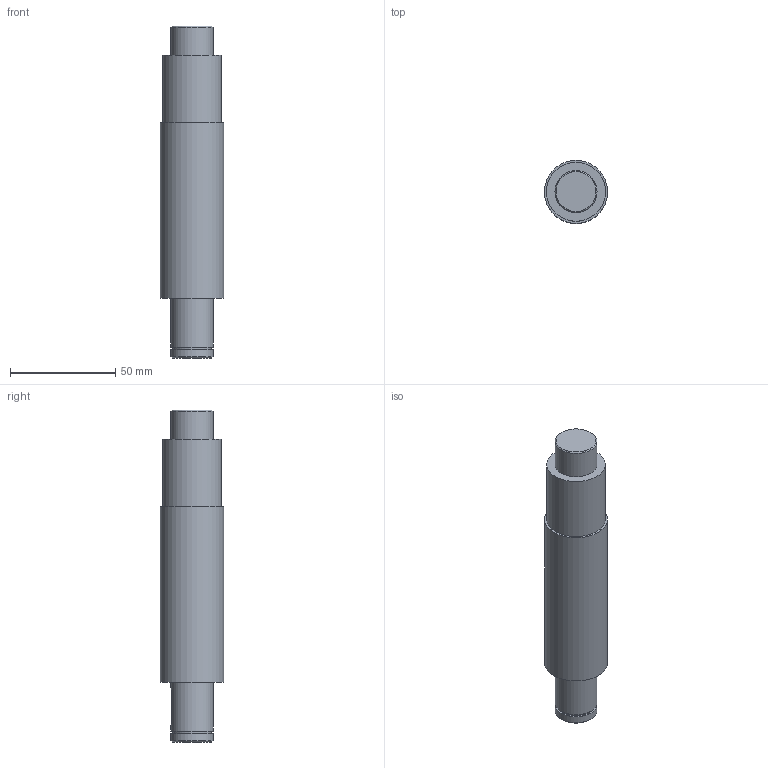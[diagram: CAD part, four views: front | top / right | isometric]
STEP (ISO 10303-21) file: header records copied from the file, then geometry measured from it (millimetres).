
FILE_DESCRIPTION( ('This file contains a STEP AP42 implementation' ,'as created by ZW3D STEP Interface translator.' ,'') ,'2;1' );
FILE_NAME( '喘謫150饜璃.ipt.stp' ,'251027.114721', (''), ('ZWCAD Software Co.'), 'Version 1.0', 'ZW3D to STEP translator', '' );
FILE_SCHEMA(('AUTOMOTIVE_DESIGN { 1 0 10303 214 1 1 1 1 }'));
Length unit declared in the file: millimetre
Products named in the file (1): 0
Bounding box: 30 x 30 x 157.8 mm (x, y, z)
Volume: 91673.5 mm3; surface area: 14899.6 mm2
Topology: 1 solids, 1 shells, 20 faces, 48 edges, 36 vertices
Faces by surface type: plane 10, cylinder 8, cone 2
Full cylindrical faces by diameter (mm): 18.35 x1, 20 x3, 28 x1, 30 x1
Entity records: 684 total; most frequent: CARTESIAN_POINT 141, DIRECTION 114, ORIENTED_EDGE 96, AXIS2_PLACEMENT_3D 49, EDGE_CURVE 48, VERTEX_POINT 36, CIRCLE 28, EDGE_LOOP 26
